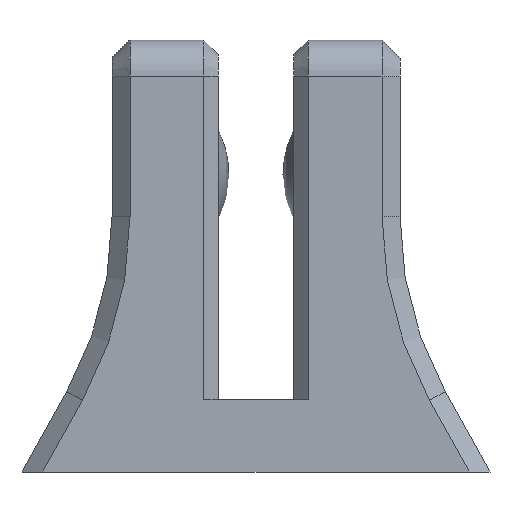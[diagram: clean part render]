
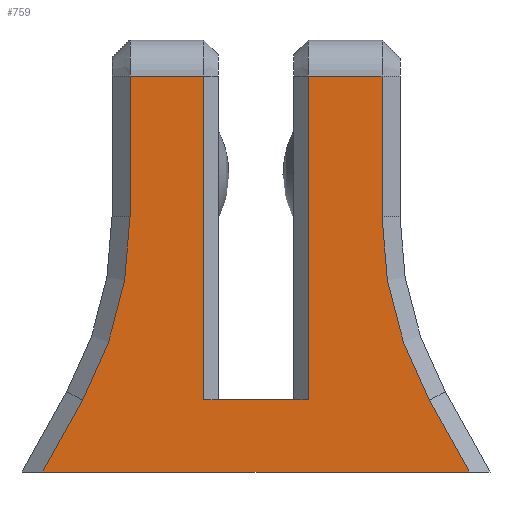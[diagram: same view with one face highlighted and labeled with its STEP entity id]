
A CAD part, front view. The second image highlights one B-rep face of the part: STEP entity #759.
In plain terms, the highlighted planar face has unit normal (0, -1, 0).
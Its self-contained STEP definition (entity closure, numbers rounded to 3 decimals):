
#272 = VERTEX_POINT('',#273);
#273 = CARTESIAN_POINT('',(-2.9,-26.,0.));
#279 = EDGE_CURVE('',#280,#272,#282,.T.);
#280 = VERTEX_POINT('',#281);
#281 = CARTESIAN_POINT('',(-2.1,-26.,0.));
#282 = LINE('',#283,#284);
#283 = CARTESIAN_POINT('',(-1.05,-26.,0.));
#284 = VECTOR('',#285,1.);
#285 = DIRECTION('',(-1.,0.,0.));
#287 = EDGE_CURVE('',#280,#288,#290,.T.);
#288 = VERTEX_POINT('',#289);
#289 = CARTESIAN_POINT('',(2.1,-26.,0.));
#290 = LINE('',#291,#292);
#291 = CARTESIAN_POINT('',(-2.1,-26.,0.));
#292 = VECTOR('',#293,1.);
#293 = DIRECTION('',(1.,0.,0.));
#295 = EDGE_CURVE('',#288,#296,#298,.T.);
#296 = VERTEX_POINT('',#297);
#297 = CARTESIAN_POINT('',(2.9,-26.,0.));
#298 = LINE('',#299,#300);
#299 = CARTESIAN_POINT('',(-1.05,-26.,0.));
#300 = VECTOR('',#301,1.);
#301 = DIRECTION('',(1.,0.,0.));
#372 = VERTEX_POINT('',#373);
#373 = CARTESIAN_POINT('',(11.856,-26.,-4.));
#379 = EDGE_CURVE('',#372,#380,#382,.T.);
#380 = VERTEX_POINT('',#381);
#381 = CARTESIAN_POINT('',(-11.856,-26.,-4.));
#382 = LINE('',#383,#384);
#383 = CARTESIAN_POINT('',(13.,-26.,-4.));
#384 = VECTOR('',#385,1.);
#385 = DIRECTION('',(-1.,0.,0.));
#740 = VERTEX_POINT('',#741);
#741 = CARTESIAN_POINT('',(-2.9,-26.,18.));
#749 = EDGE_CURVE('',#740,#272,#750,.T.);
#750 = LINE('',#751,#752);
#751 = CARTESIAN_POINT('',(-2.9,-26.,18.));
#752 = VECTOR('',#753,1.);
#753 = DIRECTION('',(0.,0.,-1.));
#759 = ADVANCED_FACE('',(#760),#837,.F.);
#760 = FACE_BOUND('',#761,.F.);
#761 = EDGE_LOOP('',(#762,#770,#771,#772,#773,#774,#782,#790,#798,#807,
    #813,#814,#822,#831));
#762 = ORIENTED_EDGE('',*,*,#763,.T.);
#763 = EDGE_CURVE('',#764,#740,#766,.T.);
#764 = VERTEX_POINT('',#765);
#765 = CARTESIAN_POINT('',(-7.,-26.,18.));
#766 = LINE('',#767,#768);
#767 = CARTESIAN_POINT('',(-8.,-26.,18.));
#768 = VECTOR('',#769,1.);
#769 = DIRECTION('',(1.,0.,0.));
#770 = ORIENTED_EDGE('',*,*,#749,.T.);
#771 = ORIENTED_EDGE('',*,*,#279,.F.);
#772 = ORIENTED_EDGE('',*,*,#287,.T.);
#773 = ORIENTED_EDGE('',*,*,#295,.T.);
#774 = ORIENTED_EDGE('',*,*,#775,.F.);
#775 = EDGE_CURVE('',#776,#296,#778,.T.);
#776 = VERTEX_POINT('',#777);
#777 = CARTESIAN_POINT('',(2.9,-26.,18.));
#778 = LINE('',#779,#780);
#779 = CARTESIAN_POINT('',(2.9,-26.,18.));
#780 = VECTOR('',#781,1.);
#781 = DIRECTION('',(0.,0.,-1.));
#782 = ORIENTED_EDGE('',*,*,#783,.T.);
#783 = EDGE_CURVE('',#776,#784,#786,.T.);
#784 = VERTEX_POINT('',#785);
#785 = CARTESIAN_POINT('',(7.,-26.,18.));
#786 = LINE('',#787,#788);
#787 = CARTESIAN_POINT('',(2.1,-26.,18.));
#788 = VECTOR('',#789,1.);
#789 = DIRECTION('',(1.,0.,0.));
#790 = ORIENTED_EDGE('',*,*,#791,.T.);
#791 = EDGE_CURVE('',#784,#792,#794,.T.);
#792 = VERTEX_POINT('',#793);
#793 = CARTESIAN_POINT('',(7.,-26.,10.183));
#794 = LINE('',#795,#796);
#795 = CARTESIAN_POINT('',(7.,-26.,18.));
#796 = VECTOR('',#797,1.);
#797 = DIRECTION('',(0.,0.,-1.));
#798 = ORIENTED_EDGE('',*,*,#799,.T.);
#799 = EDGE_CURVE('',#792,#800,#802,.T.);
#800 = VERTEX_POINT('',#801);
#801 = CARTESIAN_POINT('',(9.643,-26.,-0.016));
#802 = CIRCLE('',#803,21.);
#803 = AXIS2_PLACEMENT_3D('',#804,#805,#806);
#804 = CARTESIAN_POINT('',(28.,-26.,10.183));
#805 = DIRECTION('',(0.,-1.,0.));
#806 = DIRECTION('',(-1.,0.,0.));
#807 = ORIENTED_EDGE('',*,*,#808,.T.);
#808 = EDGE_CURVE('',#800,#372,#809,.T.);
#809 = LINE('',#810,#811);
#810 = CARTESIAN_POINT('',(9.643,-26.,-0.016));
#811 = VECTOR('',#812,1.);
#812 = DIRECTION('',(0.486,0.,-0.874)
  );
#813 = ORIENTED_EDGE('',*,*,#379,.T.);
#814 = ORIENTED_EDGE('',*,*,#815,.F.);
#815 = EDGE_CURVE('',#816,#380,#818,.T.);
#816 = VERTEX_POINT('',#817);
#817 = CARTESIAN_POINT('',(-9.643,-26.,-0.016));
#818 = LINE('',#819,#820);
#819 = CARTESIAN_POINT('',(-9.643,-26.,-0.016));
#820 = VECTOR('',#821,1.);
#821 = DIRECTION('',(-0.486,0.,-0.874
    ));
#822 = ORIENTED_EDGE('',*,*,#823,.F.);
#823 = EDGE_CURVE('',#824,#816,#826,.T.);
#824 = VERTEX_POINT('',#825);
#825 = CARTESIAN_POINT('',(-7.,-26.,10.183));
#826 = CIRCLE('',#827,21.);
#827 = AXIS2_PLACEMENT_3D('',#828,#829,#830);
#828 = CARTESIAN_POINT('',(-28.,-26.,10.183));
#829 = DIRECTION('',(0.,1.,0.));
#830 = DIRECTION('',(1.,0.,0.));
#831 = ORIENTED_EDGE('',*,*,#832,.F.);
#832 = EDGE_CURVE('',#764,#824,#833,.T.);
#833 = LINE('',#834,#835);
#834 = CARTESIAN_POINT('',(-7.,-26.,18.));
#835 = VECTOR('',#836,1.);
#836 = DIRECTION('',(0.,0.,-1.));
#837 = PLANE('',#838);
#838 = AXIS2_PLACEMENT_3D('',#839,#840,#841);
#839 = CARTESIAN_POINT('',(0.,-26.,6.918));
#840 = DIRECTION('',(0.,1.,0.));
#841 = DIRECTION('',(0.,0.,1.));
